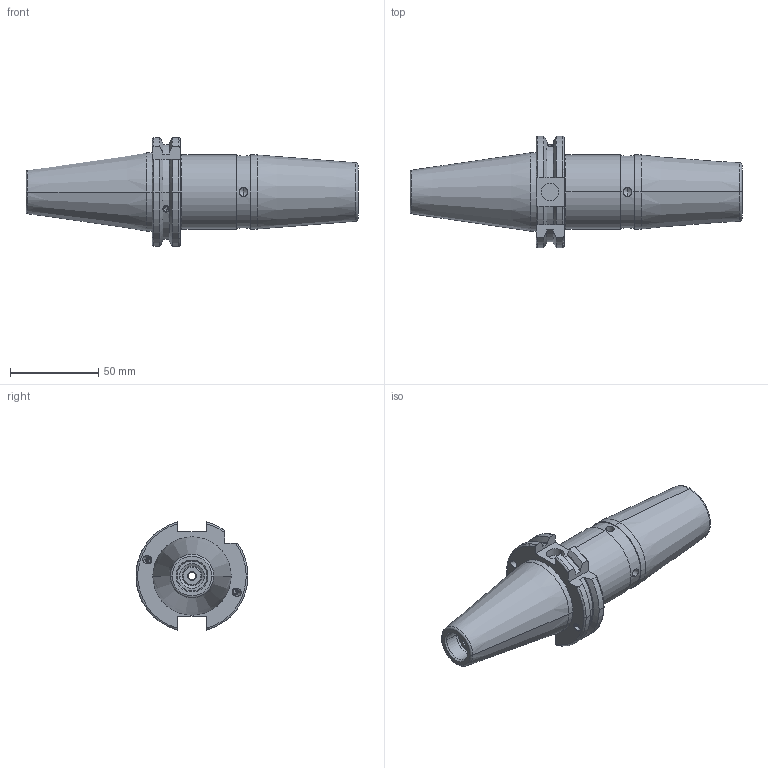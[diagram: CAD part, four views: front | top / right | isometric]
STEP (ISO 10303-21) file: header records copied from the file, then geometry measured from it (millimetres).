
FILE_DESCRIPTION (( 'STEP AP203' ), '1' );
FILE_NAME ('F1S409H-SFC18120.STEP', '2024-04-20T11:09:59', ( '' ), ( '' ), 'SwSTEP 2.0', 'SolidWorks 2024', '' );
FILE_SCHEMA (( 'CONFIG_CONTROL_DESIGN' ));
Length unit declared in the file: millimetre
Products named in the file (5): SCWM12X1P; GS-M4X4-COATING_DIN 913 - M4 x 4-N; F1S409H-SFC18120; M4X4_DIN 913 - M4 x 4-N; SK40SFC18120FWW
Assembly tree (6 placements, depth 2):
  F1S409H-SFC18120
    SK40SFC18120FWW
    SCWM12X1P
    M4X4_DIN 913 - M4 x 4-N  x2
    GS-M4X4-COATING_DIN 913 - M4 x 4-N  x2
Bounding box: 188.4 x 63.55 x 61.48 mm (x, y, z)
Volume: 207844.6 mm3; surface area: 39681.4 mm2
Topology: 6 solids, 6 shells, 269 faces, 663 edges, 417 vertices
Faces by surface type: cone 96, cylinder 82, plane 75, torus 16
Entity records: 7269 total; most frequent: CARTESIAN_POINT 1720, DIRECTION 1102, ORIENTED_EDGE 1006, EDGE_CURVE 503, AXIS2_PLACEMENT_3D 437, VERTEX_POINT 321, EDGE_LOOP 236, LINE 228
